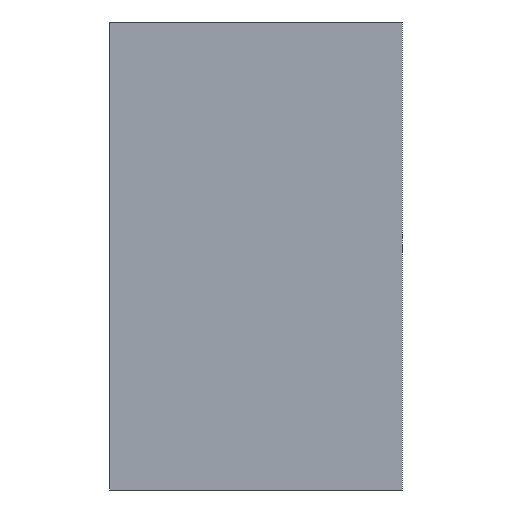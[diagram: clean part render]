
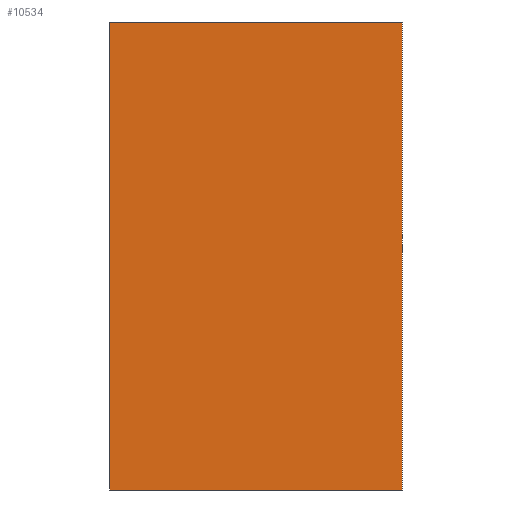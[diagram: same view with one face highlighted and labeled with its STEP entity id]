
A CAD part, left-side view. The second image highlights one B-rep face of the part: STEP entity #10534.
In plain terms, the highlighted planar face has unit normal (-1, 0, 0).
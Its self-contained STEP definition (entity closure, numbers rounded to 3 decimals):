
#623 = DIRECTION ( 'NONE',  ( 1., 0., 0. ) ) ;
#731 = VERTEX_POINT ( 'NONE', #6203 ) ;
#1192 = EDGE_LOOP ( 'NONE', ( #10456, #9947, #4795, #2336 ) ) ;
#1274 = EDGE_CURVE ( 'NONE', #4257, #731, #10148, .T. ) ;
#1904 = AXIS2_PLACEMENT_3D ( 'NONE', #3975, #623, #4953 ) ;
#2249 = CARTESIAN_POINT ( 'NONE',  ( -1., 0.475, -0.8 ) ) ;
#2336 = ORIENTED_EDGE ( 'NONE', *, *, #10076, .F. ) ;
#2803 = VECTOR ( 'NONE', #6786, 1000. ) ;
#3060 = CARTESIAN_POINT ( 'NONE',  ( -1., 0.475, 0.8 ) ) ;
#3273 = DIRECTION ( 'NONE',  ( 0., -1., 0. ) ) ;
#3975 = CARTESIAN_POINT ( 'NONE',  ( -1., 0.475, -0.8 ) ) ;
#4031 = CARTESIAN_POINT ( 'NONE',  ( -1., 0.475, 0.8 ) ) ;
#4231 = VERTEX_POINT ( 'NONE', #3060 ) ;
#4257 = VERTEX_POINT ( 'NONE', #6645 ) ;
#4711 = LINE ( 'NONE', #8221, #9084 ) ;
#4795 = ORIENTED_EDGE ( 'NONE', *, *, #10512, .F. ) ;
#4953 = DIRECTION ( 'NONE',  ( 0., 0., 1. ) ) ;
#5310 = VERTEX_POINT ( 'NONE', #8075 ) ;
#6203 = CARTESIAN_POINT ( 'NONE',  ( -1., -0.525, -0.8 ) ) ;
#6645 = CARTESIAN_POINT ( 'NONE',  ( -1., 0.475, -0.8 ) ) ;
#6786 = DIRECTION ( 'NONE',  ( 0., 0., 1. ) ) ;
#6855 = LINE ( 'NONE', #4031, #10204 ) ;
#7414 = EDGE_CURVE ( 'NONE', #5310, #731, #4711, .T. ) ;
#7536 = CARTESIAN_POINT ( 'NONE',  ( -1., 0.475, -0.8 ) ) ;
#7557 = DIRECTION ( 'NONE',  ( 0., -1., 0. ) ) ;
#7589 = LINE ( 'NONE', #7536, #2803 ) ;
#7721 = FACE_OUTER_BOUND ( 'NONE', #1192, .T. ) ;
#8075 = CARTESIAN_POINT ( 'NONE',  ( -1., -0.525, 0.8 ) ) ;
#8221 = CARTESIAN_POINT ( 'NONE',  ( -1., -0.525, 0.8 ) ) ;
#8837 = DIRECTION ( 'NONE',  ( 0., 0., -1. ) ) ;
#9084 = VECTOR ( 'NONE', #8837, 1000. ) ;
#9947 = ORIENTED_EDGE ( 'NONE', *, *, #7414, .F. ) ;
#10076 = EDGE_CURVE ( 'NONE', #4257, #4231, #7589, .T. ) ;
#10148 = LINE ( 'NONE', #2249, #11346 ) ;
#10204 = VECTOR ( 'NONE', #3273, 1000. ) ;
#10456 = ORIENTED_EDGE ( 'NONE', *, *, #1274, .T. ) ;
#10512 = EDGE_CURVE ( 'NONE', #4231, #5310, #6855, .T. ) ;
#10534 = ADVANCED_FACE ( 'NONE', ( #7721 ), #10996, .F. ) ;
#10996 = PLANE ( 'NONE',  #1904 ) ;
#11346 = VECTOR ( 'NONE', #7557, 1000. ) ;
